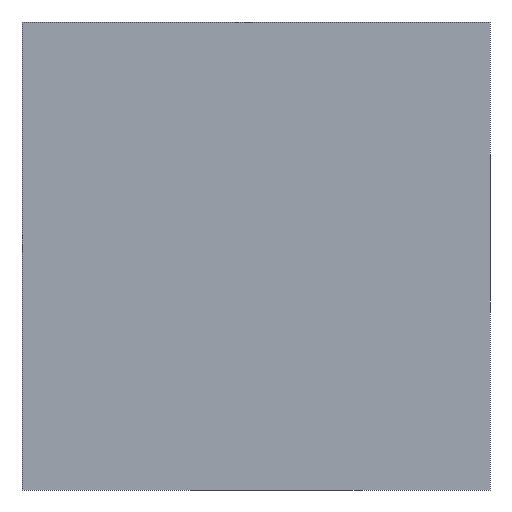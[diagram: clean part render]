
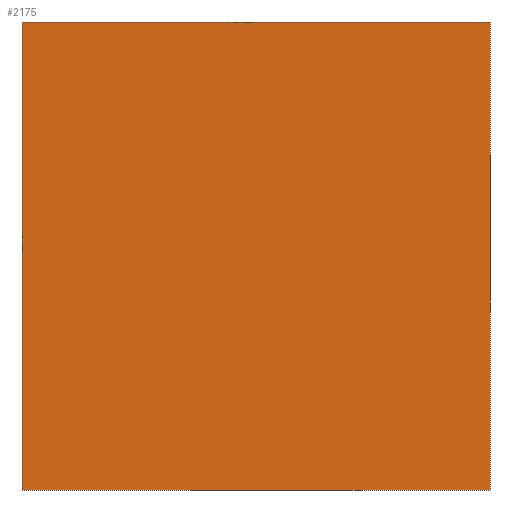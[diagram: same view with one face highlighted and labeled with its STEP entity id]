
A CAD part, front view. The second image highlights one B-rep face of the part: STEP entity #2175.
In plain terms, the highlighted planar face has unit normal (0, -1, 0).
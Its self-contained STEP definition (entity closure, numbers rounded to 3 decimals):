
#1=DIRECTION('',(1.,0.,0.));
#2=VECTOR('',#1,100.);
#3=CARTESIAN_POINT('',(0.,0.,0.));
#4=LINE('',#3,#2);
#61=DIRECTION('',(0.,0.,-1.));
#62=VECTOR('',#61,100.);
#63=CARTESIAN_POINT('',(0.,0.,0.));
#64=LINE('',#63,#62);
#65=DIRECTION('',(0.,0.,-1.));
#66=VECTOR('',#65,100.);
#67=CARTESIAN_POINT('',(100.,0.,0.));
#68=LINE('',#67,#66);
#385=DIRECTION('',(1.,0.,0.));
#386=VECTOR('',#385,100.);
#387=CARTESIAN_POINT('',(0.,0.,-100.));
#388=LINE('',#387,#386);
#1585=CARTESIAN_POINT('',(0.,0.,0.));
#1586=CARTESIAN_POINT('',(100.,0.,0.));
#1587=VERTEX_POINT('',#1585);
#1588=VERTEX_POINT('',#1586);
#1593=CARTESIAN_POINT('',(0.,0.,-100.));
#1594=CARTESIAN_POINT('',(100.,0.,-100.));
#1595=VERTEX_POINT('',#1593);
#1596=VERTEX_POINT('',#1594);
#2161=CARTESIAN_POINT('',(0.,0.,0.));
#2162=DIRECTION('',(0.,-1.,0.));
#2163=DIRECTION('',(1.,0.,0.));
#2164=AXIS2_PLACEMENT_3D('',#2161,#2162,#2163);
#2165=PLANE('',#2164);
#2166=ORIENTED_EDGE('',*,*,#2118,.T.);
#2168=ORIENTED_EDGE('',*,*,#2167,.T.);
#2170=ORIENTED_EDGE('',*,*,#2169,.F.);
#2172=ORIENTED_EDGE('',*,*,#2171,.F.);
#2173=EDGE_LOOP('',(#2166,#2168,#2170,#2172));
#2174=FACE_OUTER_BOUND('',#2173,.F.);
#2175=ADVANCED_FACE('',(#2174),#2165,.T.);
#2118=EDGE_CURVE('',#1587,#1588,#4,.T.);
#2167=EDGE_CURVE('',#1588,#1596,#68,.T.);
#2169=EDGE_CURVE('',#1595,#1596,#388,.T.);
#2171=EDGE_CURVE('',#1587,#1595,#64,.T.);
